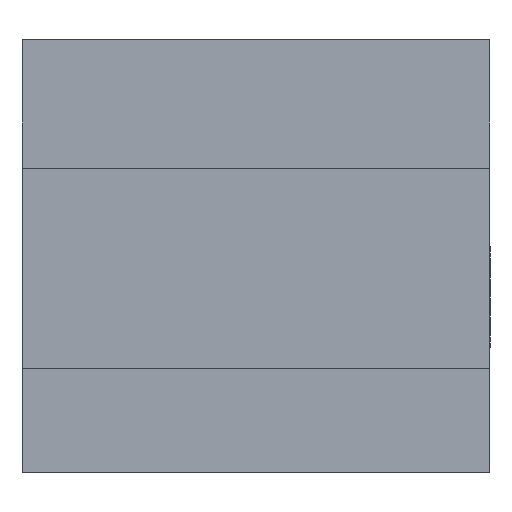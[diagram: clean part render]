
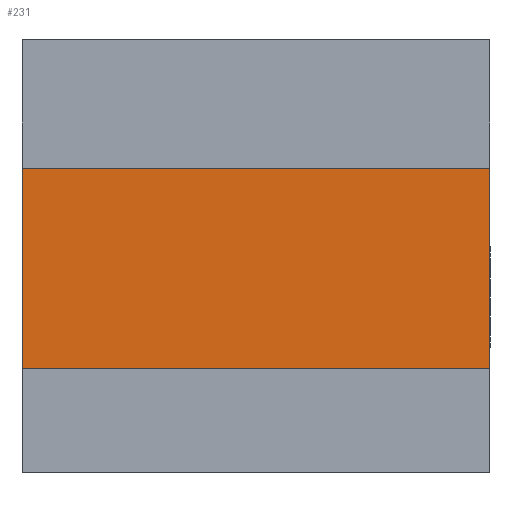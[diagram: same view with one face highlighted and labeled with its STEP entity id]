
A CAD part, left-side view. The second image highlights one B-rep face of the part: STEP entity #231.
In plain terms, the highlighted planar face has unit normal (-1, 0, 0).
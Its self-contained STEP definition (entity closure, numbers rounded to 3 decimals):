
#22 = VERTEX_POINT('',#23);
#23 = CARTESIAN_POINT('',(0.,0.,4.45)
  );
#31 = EDGE_CURVE('',#22,#32,#34,.T.);
#32 = VERTEX_POINT('',#33);
#33 = CARTESIAN_POINT('',(0.,0.,13.));
#34 = LINE('',#35,#36);
#35 = CARTESIAN_POINT('',(0.,0.,
    0.));
#36 = VECTOR('',#37,1.);
#37 = DIRECTION('',(0.,0.,1.));
#120 = VERTEX_POINT('',#121);
#121 = CARTESIAN_POINT('',(0.,20.,4.45));
#127 = EDGE_CURVE('',#120,#22,#128,.T.);
#128 = LINE('',#129,#130);
#129 = CARTESIAN_POINT('',(0.,20.,4.45));
#130 = VECTOR('',#131,1.);
#131 = DIRECTION('',(0.,-1.,0.));
#231 = ADVANCED_FACE('',(#232),#250,.F.);
#232 = FACE_BOUND('',#233,.F.);
#233 = EDGE_LOOP('',(#234,#235,#243,#249));
#234 = ORIENTED_EDGE('',*,*,#127,.F.);
#235 = ORIENTED_EDGE('',*,*,#236,.T.);
#236 = EDGE_CURVE('',#120,#237,#239,.T.);
#237 = VERTEX_POINT('',#238);
#238 = CARTESIAN_POINT('',(0.,20.,13.));
#239 = LINE('',#240,#241);
#240 = CARTESIAN_POINT('',(0.,20.,0.));
#241 = VECTOR('',#242,1.);
#242 = DIRECTION('',(0.,0.,1.));
#243 = ORIENTED_EDGE('',*,*,#244,.T.);
#244 = EDGE_CURVE('',#237,#32,#245,.T.);
#245 = LINE('',#246,#247);
#246 = CARTESIAN_POINT('',(0.,20.,13.));
#247 = VECTOR('',#248,1.);
#248 = DIRECTION('',(0.,-1.,0.));
#249 = ORIENTED_EDGE('',*,*,#31,.F.);
#250 = PLANE('',#251);
#251 = AXIS2_PLACEMENT_3D('',#252,#253,#254);
#252 = CARTESIAN_POINT('',(0.,20.,0.));
#253 = DIRECTION('',(1.,0.,0.));
#254 = DIRECTION('',(0.,-1.,0.));
